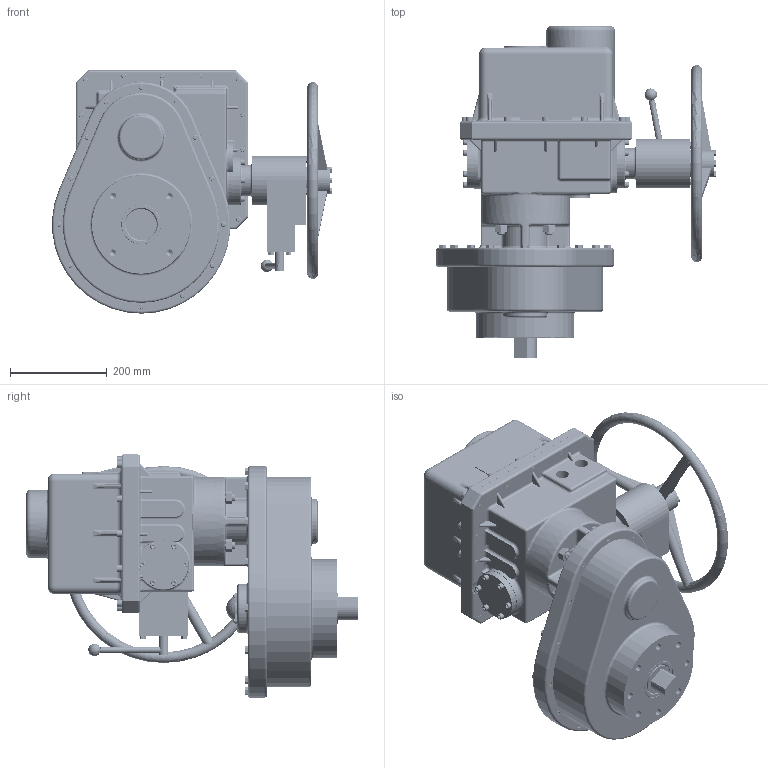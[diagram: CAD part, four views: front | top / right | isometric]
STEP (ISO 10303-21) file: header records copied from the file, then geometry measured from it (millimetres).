
FILE_DESCRIPTION (( 'STEP AP203' ), '1' );
FILE_NAME ('19K.STEP', '2018-04-04T17:36:50', ( 'Mark Erion' ), ( 'Microsoft' ), 'SwSTEP 2.0', 'SolidWorks 2018', '' );
FILE_SCHEMA (( 'CONFIG_CONTROL_DESIGN' ));
Length unit declared in the file: inch
Products named in the file (34): 41011-16; slotted set screw flat point_ai_SSFLATSLT 0.625-11x1.5-N; socket head cap screw_ai_HX-SHCS 0.375-16x1.5x1.5-N; 9040-I; 47600; 6011; 19K; hex bolt_ai_HBOLT 0.3750-16x1.5x1-S; 10020; 3015_3015; 3011; 64001; 47032 _91735A192; 3024; 2011_for 19k; HX-SHCS 0.3125-18x1x1-S_HX-SHCS 0.3125-18x1x1-S; Position Cover; 3012; 64003; hex bolt_ai_HBOLT 0.3125-18x3.75x0.875-S; 17029; 35001-R; 2003; hex bolt_ai_HBOLT 0.2500-20x2.5x0.75-S; 47601; 2150_Blue; 64004; hex bolt_ai_HBOLT 0.2500-20x2.25x0.75-S; 4048-cut; 6150_Blue; 5044; hex nut_ai_HNUT 0.6250-11-D-N; 47602; 9040-C
Assembly tree (89 placements, depth 3):
  19K
    6011
    3011
    2011_for 19k
    64003
    2003
    64004
    5044
    41011-16
    47600
    3015_3015
    3024  x2
    3012
    35001-R
    2150_Blue
    6150_Blue
    Position Cover
      9040-C
      9040-I
      10020
      47032 _91735A192  x4
    17029
    47601
    4048-cut
    47602
    socket head cap screw_ai_HX-SHCS 0.375-16x1.5x1.5-N  x15
    hex bolt_ai_HBOLT 0.3750-16x1.5x1-S  x14
    64001
    HX-SHCS 0.3125-18x1x1-S_HX-SHCS 0.3125-18x1x1-S  x12
    hex bolt_ai_HBOLT 0.3125-18x3.75x0.875-S  x3
    hex bolt_ai_HBOLT 0.2500-20x2.5x0.75-S  x4
    hex bolt_ai_HBOLT 0.2500-20x2.25x0.75-S  x4
    hex nut_ai_HNUT 0.6250-11-D-N  x4
    slotted set screw flat point_ai_SSFLATSLT 0.625-11x1.5-N  x4
Bounding box: 577.11 x 684.58 x 502.18 mm (x, y, z)
Volume: 17141103.1 mm3; surface area: 2870483.2 mm2
Topology: 89 solids, 89 shells, 7766 faces, 19740 edges, 12144 vertices
Faces by surface type: cone 2998, cylinder 2768, plane 1299, bspline 304, torus 278, sphere 119
Entity records: 121229 total; most frequent: CARTESIAN_POINT 43153, DIRECTION 15596, ORIENTED_EDGE 15264, EDGE_CURVE 7632, AXIS2_PLACEMENT_3D 6371, VERTEX_POINT 4764, EDGE_LOOP 3558, CIRCLE 3461
